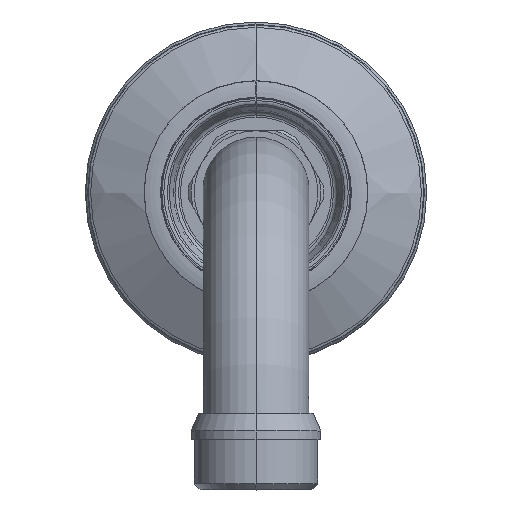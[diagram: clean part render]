
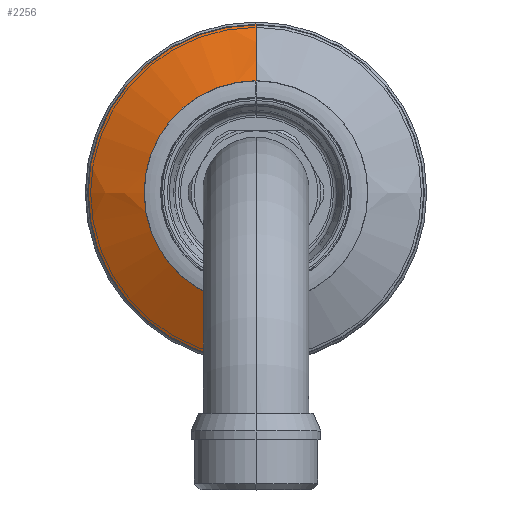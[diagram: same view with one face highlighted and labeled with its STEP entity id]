
A CAD part, top view. The second image highlights one B-rep face of the part: STEP entity #2256.
In plain terms, the highlighted free-form (B-spline) face has degree [3, 3] with [7, 4] control points.
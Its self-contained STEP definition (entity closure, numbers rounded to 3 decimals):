
#472=CARTESIAN_POINT('',(0.,0.,-9.195));
#473=DIRECTION('',(0.,0.,-1.));
#474=DIRECTION('',(0.,-1.,0.));
#475=AXIS2_PLACEMENT_3D('',#472,#473,#474);
#477=CARTESIAN_POINT('',(0.,0.,-4.402));
#478=DIRECTION('',(0.,0.,-1.));
#479=DIRECTION('',(0.,-1.,0.));
#480=AXIS2_PLACEMENT_3D('',#477,#478,#479);
#487=CARTESIAN_POINT('',(0.,-10.602,-33.196));
#488=DIRECTION('',(1.,0.,0.));
#489=DIRECTION('',(0.,-0.281,0.96));
#490=AXIS2_PLACEMENT_3D('',#487,#488,#489);
#497=CARTESIAN_POINT('',(0.,10.602,-33.196));
#498=DIRECTION('',(-1.,0.,0.));
#499=DIRECTION('',(0.,0.281,0.96));
#500=AXIS2_PLACEMENT_3D('',#497,#498,#499);
#1146=CARTESIAN_POINT('',(0.,19.022,-4.402));
#1147=CARTESIAN_POINT('',(0.,-19.022,-4.402));
#1148=VERTEX_POINT('',#1146);
#1149=VERTEX_POINT('',#1147);
#1166=CARTESIAN_POINT('',(0.,28.6,-9.195));
#1167=CARTESIAN_POINT('',(0.,-28.6,-9.195));
#1168=VERTEX_POINT('',#1166);
#1169=VERTEX_POINT('',#1167);
#2218=CARTESIAN_POINT('',(1.816,28.864,-9.439));
#2219=CARTESIAN_POINT('',(1.623,25.795,-7.068));
#2220=CARTESIAN_POINT('',(1.405,22.33,-5.331));
#2221=CARTESIAN_POINT('',(1.17,18.597,-4.291));
#2222=CARTESIAN_POINT('',(-15.947,29.981,
-9.439));
#2223=CARTESIAN_POINT('',(-14.252,26.794,
-7.068));
#2224=CARTESIAN_POINT('',(-12.337,23.195,
-5.331));
#2225=CARTESIAN_POINT('',(-10.275,19.317,
-4.291));
#2226=CARTESIAN_POINT('',(-28.921,17.798,
-9.439));
#2227=CARTESIAN_POINT('',(-25.846,15.906,
-7.068));
#2228=CARTESIAN_POINT('',(-22.375,13.769,
-5.331));
#2229=CARTESIAN_POINT('',(-18.634,11.467,
-4.291));
#2230=CARTESIAN_POINT('',(-28.921,0.,-9.439));
#2231=CARTESIAN_POINT('',(-25.846,0.,-7.068));
#2232=CARTESIAN_POINT('',(-22.375,0.,-5.331));
#2233=CARTESIAN_POINT('',(-18.634,0.,-4.291));
#2234=CARTESIAN_POINT('',(-28.921,-17.798,
-9.439));
#2235=CARTESIAN_POINT('',(-25.846,-15.906,
-7.068));
#2236=CARTESIAN_POINT('',(-22.375,-13.769,
-5.331));
#2237=CARTESIAN_POINT('',(-18.634,-11.467,
-4.291));
#2238=CARTESIAN_POINT('',(-15.947,-29.981,
-9.439));
#2239=CARTESIAN_POINT('',(-14.252,-26.794,
-7.068));
#2240=CARTESIAN_POINT('',(-12.337,-23.195,
-5.331));
#2241=CARTESIAN_POINT('',(-10.275,-19.317,
-4.291));
#2242=CARTESIAN_POINT('',(1.816,-28.864,
-9.439));
#2243=CARTESIAN_POINT('',(1.623,-25.795,
-7.068));
#2244=CARTESIAN_POINT('',(1.405,-22.33,
-5.331));
#2245=CARTESIAN_POINT('',(1.17,-18.597,
-4.291));
#2246=(BOUNDED_SURFACE()B_SPLINE_SURFACE(3,3,((#2218,#2219,#2220,#2221),(#2222,
#2223,#2224,#2225),(#2226,#2227,#2228,#2229),(#2230,#2231,#2232,#2233),(#2234,
#2235,#2236,#2237),(#2238,#2239,#2240,#2241),(#2242,#2243,#2244,#2245)),
.UNSPECIFIED.,.F.,.F.,.F.)B_SPLINE_SURFACE_WITH_KNOTS((4,3,4),(4,4),(0.,1.,
2.),(0.,1.),.UNSPECIFIED.)GEOMETRIC_REPRESENTATION_ITEM()RATIONAL_B_SPLINE_SURFACE(((1.198,1.184,1.184,1.198),(
0.946,0.935,0.935,0.946),(
0.946,0.935,0.935,0.946),(
1.198,1.184,1.184,1.198),(
0.946,0.935,0.935,0.946),(
0.946,0.935,0.935,0.946),(
1.198,1.184,1.184,1.198)))REPRESENTATION_ITEM('')SURFACE());
#2247=ORIENTED_EDGE('',*,*,#2186,.T.);
#2249=ORIENTED_EDGE('',*,*,#2248,.F.);
#2251=ORIENTED_EDGE('',*,*,#2250,.F.);
#2253=ORIENTED_EDGE('',*,*,#2252,.T.);
#2254=EDGE_LOOP('',(#2247,#2249,#2251,#2253));
#2255=FACE_OUTER_BOUND('',#2254,.F.);
#2256=ADVANCED_FACE('',(#2255),#2246,.T.);
#476=CIRCLE('',#475,28.6);
#481=CIRCLE('',#480,19.022);
#491=CIRCLE('',#490,30.);
#501=CIRCLE('',#500,30.);
#2186=EDGE_CURVE('',#1169,#1168,#476,.T.);
#2248=EDGE_CURVE('',#1148,#1168,#501,.T.);
#2250=EDGE_CURVE('',#1149,#1148,#481,.T.);
#2252=EDGE_CURVE('',#1149,#1169,#491,.T.);
